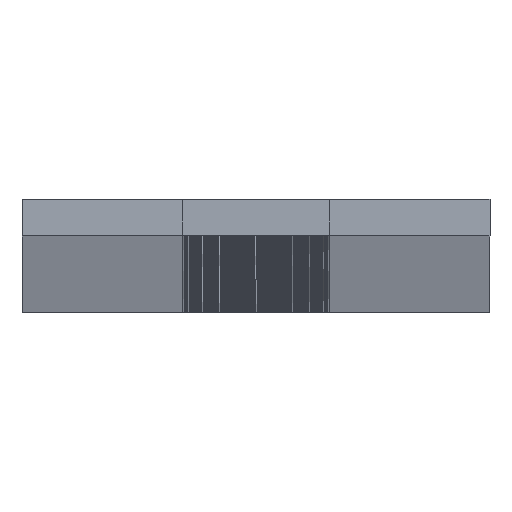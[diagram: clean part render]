
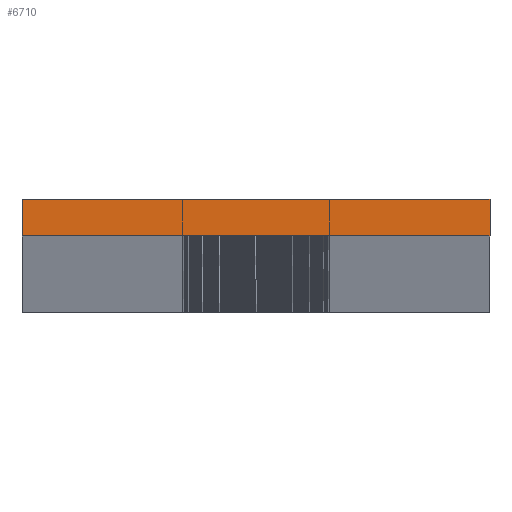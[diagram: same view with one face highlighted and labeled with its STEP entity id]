
A CAD part, top view. The second image highlights one B-rep face of the part: STEP entity #6710.
In plain terms, the highlighted planar face has unit normal (0, 0, 1).
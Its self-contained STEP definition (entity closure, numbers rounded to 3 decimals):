
#317=PLANE('',#7339);
#623=FACE_OUTER_BOUND('',#929,.T.);
#929=EDGE_LOOP('',(#5338,#5339,#5340,#5341));
#1685=LINE('',#10977,#2297);
#1690=LINE('',#10988,#2302);
#1692=LINE('',#10991,#2304);
#1693=LINE('',#10992,#2305);
#2297=VECTOR('',#9149,10.);
#2302=VECTOR('',#9158,10.);
#2304=VECTOR('',#9162,10.);
#2305=VECTOR('',#9163,10.);
#3206=VERTEX_POINT('',#10970);
#3209=VERTEX_POINT('',#10975);
#3212=VERTEX_POINT('',#10985);
#3213=VERTEX_POINT('',#10987);
#4117=EDGE_CURVE('',#3209,#3206,#1685,.T.);
#4122=EDGE_CURVE('',#3213,#3212,#1690,.T.);
#4124=EDGE_CURVE('',#3212,#3206,#1692,.T.);
#4125=EDGE_CURVE('',#3213,#3209,#1693,.T.);
#5338=ORIENTED_EDGE('',*,*,#4124,.T.);
#5339=ORIENTED_EDGE('',*,*,#4117,.F.);
#5340=ORIENTED_EDGE('',*,*,#4125,.F.);
#5341=ORIENTED_EDGE('',*,*,#4122,.T.);
#6710=ADVANCED_FACE('',(#623),#317,.T.);
#7339=AXIS2_PLACEMENT_3D('',#10990,#9160,#9161);
#9149=DIRECTION('',(0.,1.,0.));
#9158=DIRECTION('',(0.,1.,0.));
#9160=DIRECTION('center_axis',(0.,0.,1.));
#9161=DIRECTION('ref_axis',(1.,0.,0.));
#9162=DIRECTION('',(-1.,0.,0.));
#9163=DIRECTION('',(-1.,0.,0.));
#10970=CARTESIAN_POINT('',(-32.,2.5,0.));
#10975=CARTESIAN_POINT('',(-32.,0.,0.));
#10977=CARTESIAN_POINT('',(-32.,0.,0.));
#10985=CARTESIAN_POINT('',(0.,2.5,0.));
#10987=CARTESIAN_POINT('',(0.,0.,0.));
#10988=CARTESIAN_POINT('',(0.,0.,0.));
#10990=CARTESIAN_POINT('Origin',(0.,0.,0.));
#10991=CARTESIAN_POINT('',(0.,2.5,0.));
#10992=CARTESIAN_POINT('',(0.,0.,0.));
